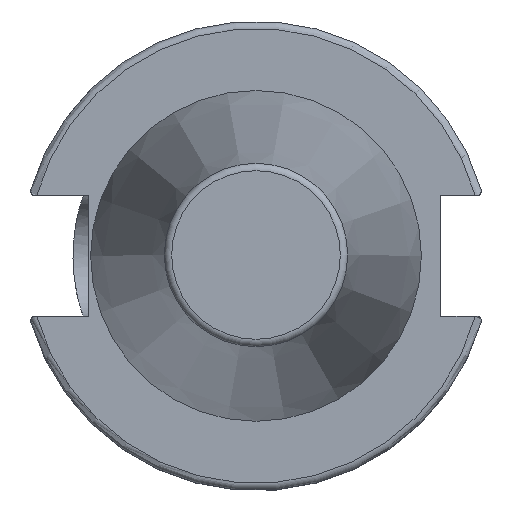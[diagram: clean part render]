
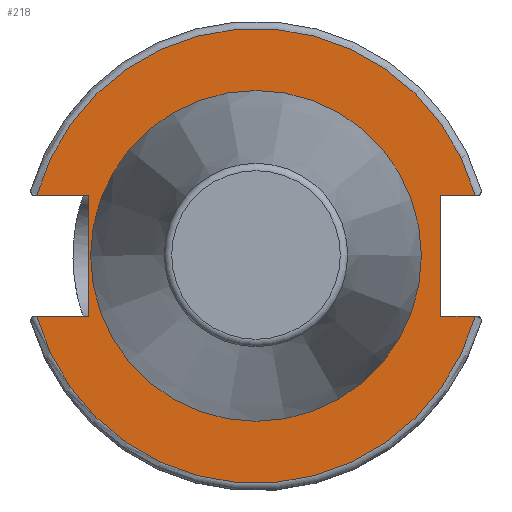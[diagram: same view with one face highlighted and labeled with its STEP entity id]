
A CAD part, top view. The second image highlights one B-rep face of the part: STEP entity #218.
In plain terms, the highlighted planar face has unit normal (0, 0, 1).
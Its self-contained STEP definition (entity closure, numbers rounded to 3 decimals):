
#108=FACE_BOUND('',#350,.T.);
#109=FACE_BOUND('',#351,.T.);
#164=CIRCLE('',#1094,22.371);
#166=CIRCLE('',#1098,30.75);
#167=CIRCLE('',#1099,30.75);
#218=ADVANCED_FACE('',(#108,#109),#283,.T.);
#283=PLANE('',#1100);
#350=EDGE_LOOP('',(#543,#544,#545,#546,#547,#548,#549,#550));
#351=EDGE_LOOP('',(#551));
#440=LINE('',#1520,#486);
#443=LINE('',#1542,#489);
#444=LINE('',#1546,#490);
#445=LINE('',#1548,#491);
#446=LINE('',#1550,#492);
#447=LINE('',#1554,#493);
#486=VECTOR('',#1217,1.);
#489=VECTOR('',#1242,1.);
#490=VECTOR('',#1245,1.);
#491=VECTOR('',#1246,1.);
#492=VECTOR('',#1247,1.);
#493=VECTOR('',#1250,1.);
#543=ORIENTED_EDGE('',*,*,#902,.T.);
#544=ORIENTED_EDGE('',*,*,#911,.T.);
#545=ORIENTED_EDGE('',*,*,#912,.F.);
#546=ORIENTED_EDGE('',*,*,#913,.T.);
#547=ORIENTED_EDGE('',*,*,#914,.T.);
#548=ORIENTED_EDGE('',*,*,#915,.T.);
#549=ORIENTED_EDGE('',*,*,#916,.F.);
#550=ORIENTED_EDGE('',*,*,#917,.T.);
#551=ORIENTED_EDGE('',*,*,#909,.F.);
#803=VERTEX_POINT('',#1519);
#804=VERTEX_POINT('',#1521);
#810=VERTEX_POINT('',#1537);
#812=VERTEX_POINT('',#1543);
#813=VERTEX_POINT('',#1545);
#814=VERTEX_POINT('',#1547);
#815=VERTEX_POINT('',#1549);
#816=VERTEX_POINT('',#1551);
#817=VERTEX_POINT('',#1553);
#902=EDGE_CURVE('',#804,#803,#440,.T.);
#909=EDGE_CURVE('',#810,#810,#164,.T.);
#911=EDGE_CURVE('',#803,#812,#443,.T.);
#912=EDGE_CURVE('',#813,#812,#166,.T.);
#913=EDGE_CURVE('',#813,#814,#444,.T.);
#914=EDGE_CURVE('',#814,#815,#445,.T.);
#915=EDGE_CURVE('',#815,#816,#446,.T.);
#916=EDGE_CURVE('',#817,#816,#167,.T.);
#917=EDGE_CURVE('',#817,#804,#447,.T.);
#1094=AXIS2_PLACEMENT_3D('',#1536,#1234,#1235);
#1098=AXIS2_PLACEMENT_3D('',#1544,#1243,#1244);
#1099=AXIS2_PLACEMENT_3D('',#1552,#1248,#1249);
#1100=AXIS2_PLACEMENT_3D('',#1555,#1251,#1252);
#1217=DIRECTION('',(0.,1.,0.));
#1234=DIRECTION('',(0.,0.,1.));
#1235=DIRECTION('',(1.,0.,0.));
#1242=DIRECTION('',(1.,0.,0.));
#1243=DIRECTION('',(0.,0.,-1.));
#1244=DIRECTION('',(0.,1.,0.));
#1245=DIRECTION('',(1.,0.,0.));
#1246=DIRECTION('',(0.,-1.,0.));
#1247=DIRECTION('',(-1.,0.,0.));
#1248=DIRECTION('',(0.,0.,-1.));
#1249=DIRECTION('',(0.,-1.,0.));
#1250=DIRECTION('',(-1.,0.,0.));
#1251=DIRECTION('',(0.,0.,1.));
#1252=DIRECTION('',(1.,0.,0.));
#1519=CARTESIAN_POINT('',(25.,8.19,-1.));
#1520=CARTESIAN_POINT('',(25.,15.875,-1.));
#1521=CARTESIAN_POINT('',(25.,-8.19,-1.));
#1536=CARTESIAN_POINT('',(0.,0.,-1.));
#1537=CARTESIAN_POINT('',(22.371,0.,-1.));
#1542=CARTESIAN_POINT('',(12.5,8.19,-1.));
#1543=CARTESIAN_POINT('',(29.639,8.19,-1.));
#1544=CARTESIAN_POINT('',(0.,0.,-1.));
#1545=CARTESIAN_POINT('',(-29.639,8.19,-1.));
#1546=CARTESIAN_POINT('',(-11.3,8.19,-1.));
#1547=CARTESIAN_POINT('',(-22.6,8.19,-1.));
#1548=CARTESIAN_POINT('',(-22.6,15.875,-1.));
#1549=CARTESIAN_POINT('',(-22.6,-8.19,-1.));
#1550=CARTESIAN_POINT('',(-11.3,-8.19,-1.));
#1551=CARTESIAN_POINT('',(-29.639,-8.19,-1.));
#1552=CARTESIAN_POINT('',(0.,0.,-1.));
#1553=CARTESIAN_POINT('',(29.639,-8.19,-1.));
#1554=CARTESIAN_POINT('',(12.5,-8.19,-1.));
#1555=CARTESIAN_POINT('',(0.,31.75,-1.));
